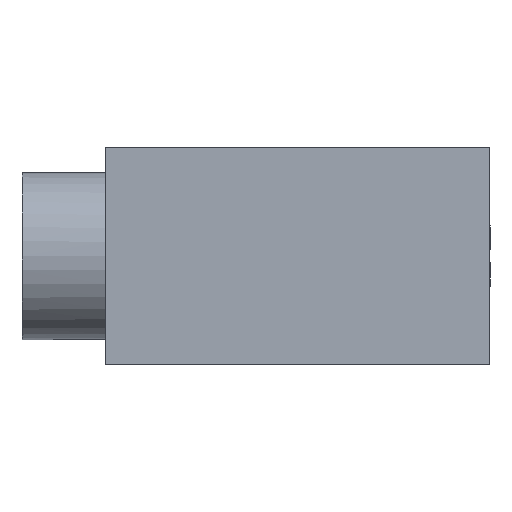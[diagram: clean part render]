
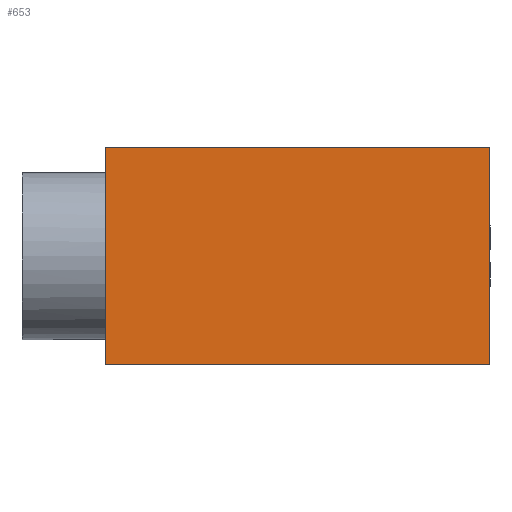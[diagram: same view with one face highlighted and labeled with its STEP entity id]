
A CAD part, top view. The second image highlights one B-rep face of the part: STEP entity #653.
In plain terms, the highlighted planar face has unit normal (0, 0, 1).
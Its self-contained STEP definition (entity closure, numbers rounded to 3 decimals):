
#321 = EDGE_CURVE('',#322,#324,#326,.T.);
#322 = VERTEX_POINT('',#323);
#323 = CARTESIAN_POINT('',(0.5,-5.5,5.2));
#324 = VERTEX_POINT('',#325);
#325 = CARTESIAN_POINT('',(0.5,1.,5.2));
#326 = LINE('',#327,#328);
#327 = CARTESIAN_POINT('',(0.5,-5.5,5.2));
#328 = VECTOR('',#329,1.);
#329 = DIRECTION('',(0.,1.,0.));
#387 = EDGE_CURVE('',#388,#390,#392,.T.);
#388 = VERTEX_POINT('',#389);
#389 = CARTESIAN_POINT('',(-11.,-5.5,5.2));
#390 = VERTEX_POINT('',#391);
#391 = CARTESIAN_POINT('',(-11.,1.,5.2));
#392 = LINE('',#393,#394);
#393 = CARTESIAN_POINT('',(-11.,-5.5,5.2));
#394 = VECTOR('',#395,1.);
#395 = DIRECTION('',(0.,1.,0.));
#437 = EDGE_CURVE('',#390,#324,#438,.T.);
#438 = LINE('',#439,#440);
#439 = CARTESIAN_POINT('',(-11.,1.,5.2));
#440 = VECTOR('',#441,1.);
#441 = DIRECTION('',(1.,0.,0.));
#653 = ADVANCED_FACE('',(#654),#665,.T.);
#654 = FACE_BOUND('',#655,.T.);
#655 = EDGE_LOOP('',(#656,#657,#663,#664));
#656 = ORIENTED_EDGE('',*,*,#387,.F.);
#657 = ORIENTED_EDGE('',*,*,#658,.T.);
#658 = EDGE_CURVE('',#388,#322,#659,.T.);
#659 = LINE('',#660,#661);
#660 = CARTESIAN_POINT('',(-11.,-5.5,5.2));
#661 = VECTOR('',#662,1.);
#662 = DIRECTION('',(1.,0.,0.));
#663 = ORIENTED_EDGE('',*,*,#321,.T.);
#664 = ORIENTED_EDGE('',*,*,#437,.F.);
#665 = PLANE('',#666);
#666 = AXIS2_PLACEMENT_3D('',#667,#668,#669);
#667 = CARTESIAN_POINT('',(-11.,-5.5,5.2));
#668 = DIRECTION('',(0.,0.,1.));
#669 = DIRECTION('',(1.,0.,0.));
